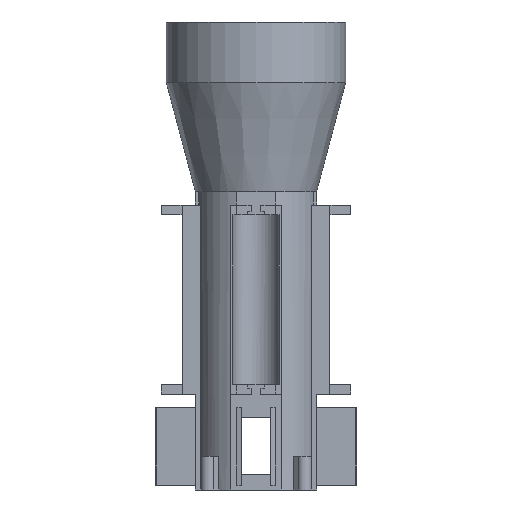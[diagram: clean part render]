
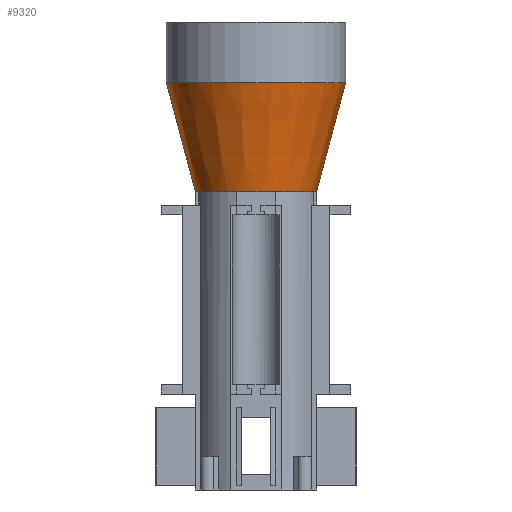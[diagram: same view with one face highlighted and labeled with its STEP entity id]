
A CAD part, front view. The second image highlights one B-rep face of the part: STEP entity #9320.
In plain terms, the highlighted conical face has half-angle 14.931 degrees and reference radius 25 mm.
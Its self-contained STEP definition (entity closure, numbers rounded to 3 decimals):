
#139 = CARTESIAN_POINT ( 'NONE',  ( -22.25, -11.558, 121. ) ) ;
#223 = CARTESIAN_POINT ( 'NONE',  ( 11.558, -22.25, 121. ) ) ;
#318 = CARTESIAN_POINT ( 'NONE',  ( -19.032, -16.323, 121. ) ) ;
#585 = VERTEX_POINT ( 'NONE', #14060 ) ;
#814 = LINE ( 'NONE', #7024, #11014 ) ;
#1021 = VECTOR ( 'NONE', #8151, 1000. ) ;
#1089 = ORIENTED_EDGE ( 'NONE', *, *, #16564, .T. ) ;
#1147 = CARTESIAN_POINT ( 'NONE',  ( 0., 0., 166. ) ) ;
#1406 = CARTESIAN_POINT ( 'NONE',  ( -24.12, -6.715, 121. ) ) ;
#1464 = CARTESIAN_POINT ( 'NONE',  ( 23.685, -8., 121. ) ) ;
#1576 = CARTESIAN_POINT ( 'NONE',  ( 9.815, -23.073, 121. ) ) ;
#2201 = EDGE_CURVE ( 'NONE', #14366, #6359, #11301, .T. ) ;
#2400 = CARTESIAN_POINT ( 'NONE',  ( -6.714, -24.12, 121. ) ) ;
#2436 = DIRECTION ( 'NONE',  ( 0., 0., 1. ) ) ;
#2543 = EDGE_CURVE ( 'NONE', #15702, #14366, #8973, .T. ) ;
#2744 = EDGE_CURVE ( 'NONE', #12582, #15702, #5705, .T. ) ;
#2825 = CARTESIAN_POINT ( 'NONE',  ( -24.449, -5.393, 121. ) ) ;
#2827 = CARTESIAN_POINT ( 'NONE',  ( 8., -23.685, 121. ) ) ;
#3523 = AXIS2_PLACEMENT_3D ( 'NONE', #5916, #12397, #16072 ) ;
#3789 = CARTESIAN_POINT ( 'NONE',  ( -23.685, -8., 121. ) ) ;
#3828 = EDGE_CURVE ( 'NONE', #9164, #16617, #9687, .T. ) ;
#4022 = B_SPLINE_CURVE_WITH_KNOTS ( 'NONE', 3,
 ( #3789, #1406, #2825, #6637, #15812, #10761 ),
 .UNSPECIFIED., .F., .F.,
 ( 4, 2, 4 ),
 ( 0.448, 0.474, 0.5 ),
 .UNSPECIFIED. ) ;
#4071 = CARTESIAN_POINT ( 'NONE',  ( 22.25, -11.558, 121. ) ) ;
#4079 = VERTEX_POINT ( 'NONE', #4311 ) ;
#4311 = CARTESIAN_POINT ( 'NONE',  ( 37., 0., 166. ) ) ;
#4575 = CARTESIAN_POINT ( 'NONE',  ( 0., 0., 121. ) ) ;
#4945 = DIRECTION ( 'NONE',  ( 1., 0., 0. ) ) ;
#5054 = CARTESIAN_POINT ( 'NONE',  ( 8., -23.685, 121. ) ) ;
#5130 = CARTESIAN_POINT ( 'NONE',  ( 8., -23.685, 121. ) ) ;
#5132 = CARTESIAN_POINT ( 'NONE',  ( 25., 0., 121. ) ) ;
#5394 = CARTESIAN_POINT ( 'NONE',  ( -23.073, -9.815, 121. ) ) ;
#5705 = B_SPLINE_CURVE_WITH_KNOTS ( 'NONE', 3,
 ( #5054, #7788, #6529, #15606, #16732, #7842 ),
 .UNSPECIFIED., .F., .F.,
 ( 4, 2, 4 ),
 ( 0.198, 0.224, 0.25 ),
 .UNSPECIFIED. ) ;
#5861 = EDGE_CURVE ( 'NONE', #15357, #585, #814, .T. ) ;
#5916 = CARTESIAN_POINT ( 'NONE',  ( 0., 0., 121. ) ) ;
#6359 = VERTEX_POINT ( 'NONE', #11990 ) ;
#6529 = CARTESIAN_POINT ( 'NONE',  ( 5.393, -24.449, 121. ) ) ;
#6637 = CARTESIAN_POINT ( 'NONE',  ( -24.889, -2.714, 121. ) ) ;
#6666 = CARTESIAN_POINT ( 'NONE',  ( -11.558, -22.25, 121. ) ) ;
#6690 = CARTESIAN_POINT ( 'NONE',  ( 16.323, -19.032, 121. ) ) ;
#6811 = CARTESIAN_POINT ( 'NONE',  ( 19.032, -16.323, 121. ) ) ;
#6841 = CARTESIAN_POINT ( 'NONE',  ( -9.815, -23.073, 121. ) ) ;
#6872 = CARTESIAN_POINT ( 'NONE',  ( 23.073, -9.815, 121. ) ) ;
#7024 = CARTESIAN_POINT ( 'NONE',  ( -25., 0., 121. ) ) ;
#7459 = CARTESIAN_POINT ( 'NONE',  ( -0.001, -25., 121. ) ) ;
#7788 = CARTESIAN_POINT ( 'NONE',  ( 6.715, -24.12, 121. ) ) ;
#7842 = CARTESIAN_POINT ( 'NONE',  ( -0.001, -25., 121. ) ) ;
#8143 = CARTESIAN_POINT ( 'NONE',  ( -8., -23.685, 121. ) ) ;
#8151 = DIRECTION ( 'NONE',  ( 0.258, 0., 0.966 ) ) ;
#8209 = ORIENTED_EDGE ( 'NONE', *, *, #15785, .F. ) ;
#8529 = ORIENTED_EDGE ( 'NONE', *, *, #2201, .F. ) ;
#8832 = CARTESIAN_POINT ( 'NONE',  ( -1.357, -25., 121. ) ) ;
#8941 = B_SPLINE_CURVE_WITH_KNOTS ( 'NONE', 3,
 ( #1464, #6872, #4071, #13165, #6811, #6690, #15759, #223, #1576, #2827 ),
 .UNSPECIFIED., .F., .F.,
 ( 4, 2, 2, 2, 4 ),
 ( 0., 0.25, 0.5, 0.75, 1. ),
 .UNSPECIFIED. ) ;
#8973 = B_SPLINE_CURVE_WITH_KNOTS ( 'NONE', 3,
 ( #13656, #8832, #12618, #10146, #2400, #12778 ),
 .UNSPECIFIED., .F., .F.,
 ( 4, 2, 4 ),
 ( 0.25, 0.276, 0.302 ),
 .UNSPECIFIED. ) ;
#9164 = VERTEX_POINT ( 'NONE', #5132 ) ;
#9183 = CARTESIAN_POINT ( 'NONE',  ( -14.813, -20.23, 121. ) ) ;
#9320 = ADVANCED_FACE ( 'NONE', ( #10755 ), #16216, .T. ) ;
#9453 = CARTESIAN_POINT ( 'NONE',  ( -25., 0.001, 121. ) ) ;
#9525 = AXIS2_PLACEMENT_3D ( 'NONE', #4575, #9652, #13497 ) ;
#9652 = DIRECTION ( 'NONE',  ( 0., 0., 1. ) ) ;
#9687 = CIRCLE ( 'NONE', #3523, 25. ) ;
#10127 = ORIENTED_EDGE ( 'NONE', *, *, #16028, .F. ) ;
#10146 = CARTESIAN_POINT ( 'NONE',  ( -5.393, -24.449, 121. ) ) ;
#10755 = FACE_OUTER_BOUND ( 'NONE', #15771, .T. ) ;
#10761 = CARTESIAN_POINT ( 'NONE',  ( -25., 0.001, 121. ) ) ;
#11014 = VECTOR ( 'NONE', #12064, 1000. ) ;
#11128 = LINE ( 'NONE', #13321, #1021 ) ;
#11301 = B_SPLINE_CURVE_WITH_KNOTS ( 'NONE', 3,
 ( #8143, #6841, #6666, #9183, #15727, #318, #11899, #139, #5394, #15786 ),
 .UNSPECIFIED., .F., .F.,
 ( 4, 2, 2, 2, 4 ),
 ( 0., 0.25, 0.5, 0.75, 1. ),
 .UNSPECIFIED. ) ;
#11318 = ORIENTED_EDGE ( 'NONE', *, *, #5861, .F. ) ;
#11450 = ORIENTED_EDGE ( 'NONE', *, *, #2543, .F. ) ;
#11899 = CARTESIAN_POINT ( 'NONE',  ( -20.23, -14.813, 121. ) ) ;
#11990 = CARTESIAN_POINT ( 'NONE',  ( -23.685, -8., 121. ) ) ;
#12064 = DIRECTION ( 'NONE',  ( -0.258, 0., 0.966 ) ) ;
#12234 = CIRCLE ( 'NONE', #13338, 37. ) ;
#12397 = DIRECTION ( 'NONE',  ( 0., 0., -1. ) ) ;
#12582 = VERTEX_POINT ( 'NONE', #5130 ) ;
#12618 = CARTESIAN_POINT ( 'NONE',  ( -2.715, -24.889, 121. ) ) ;
#12689 = ORIENTED_EDGE ( 'NONE', *, *, #13795, .F. ) ;
#12778 = CARTESIAN_POINT ( 'NONE',  ( -8., -23.685, 121. ) ) ;
#13165 = CARTESIAN_POINT ( 'NONE',  ( 20.23, -14.813, 121. ) ) ;
#13321 = CARTESIAN_POINT ( 'NONE',  ( 25., 0., 121. ) ) ;
#13338 = AXIS2_PLACEMENT_3D ( 'NONE', #1147, #2436, #4945 ) ;
#13497 = DIRECTION ( 'NONE',  ( 1., 0., 0. ) ) ;
#13656 = CARTESIAN_POINT ( 'NONE',  ( -0.001, -25., 121. ) ) ;
#13795 = EDGE_CURVE ( 'NONE', #6359, #15357, #4022, .T. ) ;
#14060 = CARTESIAN_POINT ( 'NONE',  ( -37., 0., 166. ) ) ;
#14294 = ORIENTED_EDGE ( 'NONE', *, *, #2744, .F. ) ;
#14366 = VERTEX_POINT ( 'NONE', #15799 ) ;
#14676 = CARTESIAN_POINT ( 'NONE',  ( 23.685, -8., 121. ) ) ;
#15013 = ORIENTED_EDGE ( 'NONE', *, *, #3828, .F. ) ;
#15357 = VERTEX_POINT ( 'NONE', #9453 ) ;
#15606 = CARTESIAN_POINT ( 'NONE',  ( 2.714, -24.889, 121. ) ) ;
#15702 = VERTEX_POINT ( 'NONE', #7459 ) ;
#15727 = CARTESIAN_POINT ( 'NONE',  ( -16.323, -19.032, 121. ) ) ;
#15759 = CARTESIAN_POINT ( 'NONE',  ( 14.813, -20.23, 121. ) ) ;
#15771 = EDGE_LOOP ( 'NONE', ( #11318, #12689, #8529, #11450, #14294, #10127, #15013, #1089, #8209 ) ) ;
#15785 = EDGE_CURVE ( 'NONE', #585, #4079, #12234, .T. ) ;
#15786 = CARTESIAN_POINT ( 'NONE',  ( -23.685, -8., 121. ) ) ;
#15799 = CARTESIAN_POINT ( 'NONE',  ( -8., -23.685, 121. ) ) ;
#15812 = CARTESIAN_POINT ( 'NONE',  ( -25., -1.356, 121. ) ) ;
#16028 = EDGE_CURVE ( 'NONE', #16617, #12582, #8941, .T. ) ;
#16072 = DIRECTION ( 'NONE',  ( 1., 0., 0. ) ) ;
#16216 = CONICAL_SURFACE ( 'NONE', #9525, 25., 0.261 ) ;
#16564 = EDGE_CURVE ( 'NONE', #9164, #4079, #11128, .T. ) ;
#16617 = VERTEX_POINT ( 'NONE', #14676 ) ;
#16732 = CARTESIAN_POINT ( 'NONE',  ( 1.356, -25., 121. ) ) ;
